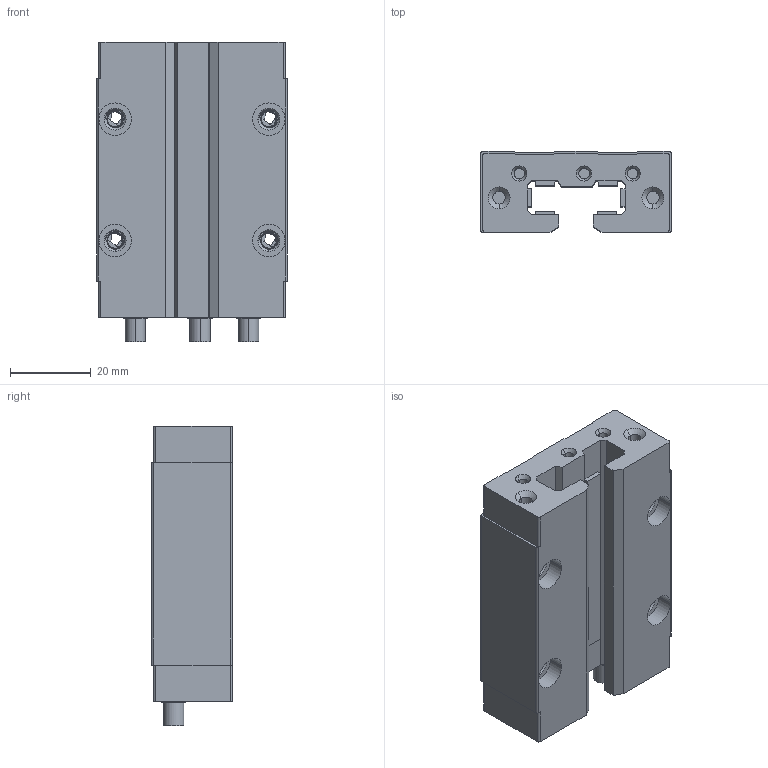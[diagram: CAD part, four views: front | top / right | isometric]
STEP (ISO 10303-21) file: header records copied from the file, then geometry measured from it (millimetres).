
FILE_DESCRIPTION (( 'STEP AP203' ), '1' );
FILE_NAME ('9867K2.step', '2014-11-19T16:28:49', ( '' ), ( '' ), 'SwSTEP 2.0', 'SolidWorks 2013', '' );
FILE_SCHEMA (( 'CONFIG_CONTROL_DESIGN' ));
Length unit declared in the file: millimetre
Products named in the file (1): 9867K2
Bounding box: 47 x 20 x 74 mm (x, y, z)
Volume: 46444.5 mm3; surface area: 17923.6 mm2
Topology: 1 solids, 4 shells, 376 faces, 1016 edges, 670 vertices
Faces by surface type: cylinder 218, plane 112, cone 34, bspline 12
Entity records: 24697 total; most frequent: CARTESIAN_POINT 16123, ORIENTED_EDGE 2032, DIRECTION 1524, EDGE_CURVE 1016, VERTEX_POINT 670, AXIS2_PLACEMENT_3D 519, VECTOR 486, LINE 486
